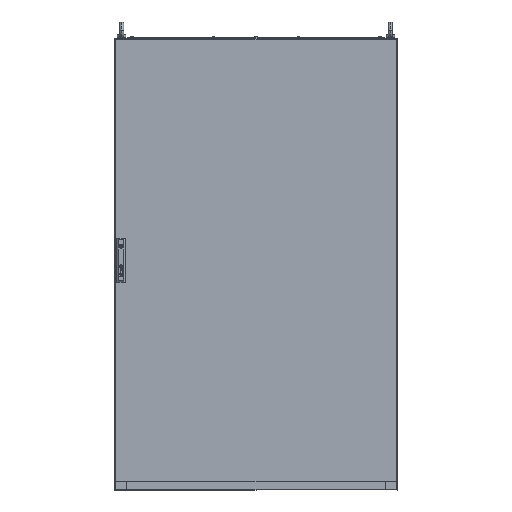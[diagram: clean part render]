
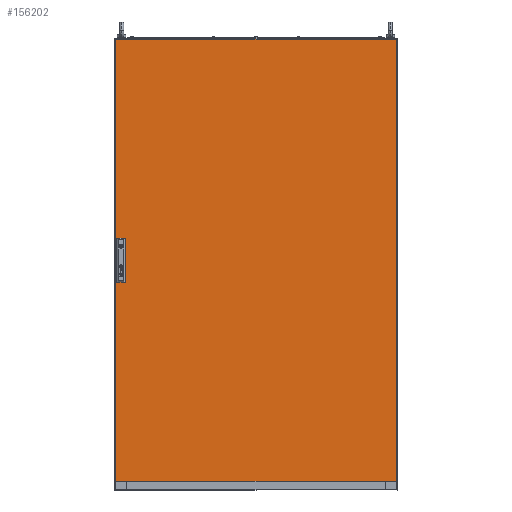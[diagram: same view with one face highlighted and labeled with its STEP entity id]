
A CAD part, top view. The second image highlights one B-rep face of the part: STEP entity #156202.
In plain terms, the highlighted planar face has unit normal (0, 0, 1).
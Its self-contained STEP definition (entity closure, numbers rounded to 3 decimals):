
#2236 = CARTESIAN_POINT ( 'NONE',  ( -497., 797., 0. ) ) ;
#4114 = VECTOR ( 'NONE', #34714, 1000. ) ;
#5773 = CARTESIAN_POINT ( 'NONE',  ( -497., -770., 0. ) ) ;
#12656 = EDGE_LOOP ( 'NONE', ( #144339, #63672, #29631, #21496 ) ) ;
#12776 = VECTOR ( 'NONE', #33542, 1000. ) ;
#13751 = VERTEX_POINT ( 'NONE', #23981 ) ;
#14645 = EDGE_CURVE ( 'NONE', #143961, #13751, #132280, .T. ) ;
#14931 = VERTEX_POINT ( 'NONE', #111770 ) ;
#16706 = CARTESIAN_POINT ( 'NONE',  ( -465.7, -61.5, 0. ) ) ;
#17263 = VECTOR ( 'NONE', #156091, 1000. ) ;
#18873 = EDGE_LOOP ( 'NONE', ( #29109, #38642, #71127, #80978 ) ) ;
#19074 = EDGE_CURVE ( 'NONE', #112409, #14931, #99617, .T. ) ;
#19719 = VERTEX_POINT ( 'NONE', #152655 ) ;
#20290 = DIRECTION ( 'NONE',  ( 0., -1., 0. ) ) ;
#21496 = ORIENTED_EDGE ( 'NONE', *, *, #45066, .F. ) ;
#23047 = PLANE ( 'NONE',  #95692 ) ;
#23773 = VECTOR ( 'NONE', #159985, 1000. ) ;
#23981 = CARTESIAN_POINT ( 'NONE',  ( -465.7, 88.5, 0. ) ) ;
#24841 = VECTOR ( 'NONE', #116789, 1000. ) ;
#27360 = CARTESIAN_POINT ( 'NONE',  ( -465.7, 38.5, 0. ) ) ;
#29109 = ORIENTED_EDGE ( 'NONE', *, *, #19074, .T. ) ;
#29631 = ORIENTED_EDGE ( 'NONE', *, *, #110859, .F. ) ;
#31009 = CARTESIAN_POINT ( 'NONE',  ( -465.7, -11.5, 0. ) ) ;
#33542 = DIRECTION ( 'NONE',  ( -1., 0., 0. ) ) ;
#34714 = DIRECTION ( 'NONE',  ( 0., -1., 0. ) ) ;
#34963 = FACE_OUTER_BOUND ( 'NONE', #18873, .T. ) ;
#38642 = ORIENTED_EDGE ( 'NONE', *, *, #156001, .T. ) ;
#40514 = ORIENTED_EDGE ( 'NONE', *, *, #139033, .F. ) ;
#41014 = EDGE_CURVE ( 'NONE', #81171, #81192, #101338, .T. ) ;
#44320 = DIRECTION ( 'NONE',  ( 0., -1., 0. ) ) ;
#44973 = DIRECTION ( 'NONE',  ( 1., 0., 0. ) ) ;
#45066 = EDGE_CURVE ( 'NONE', #81192, #19719, #81602, .T. ) ;
#45818 = EDGE_CURVE ( 'NONE', #150867, #112409, #66252, .T. ) ;
#46483 = DIRECTION ( 'NONE',  ( 0., 1., 0. ) ) ;
#47214 = CARTESIAN_POINT ( 'NONE',  ( -490.7, 38.5, 0. ) ) ;
#47287 = VERTEX_POINT ( 'NONE', #115040 ) ;
#47820 = EDGE_CURVE ( 'NONE', #78135, #81171, #83995, .T. ) ;
#49259 = VECTOR ( 'NONE', #20290, 1000. ) ;
#51033 = LINE ( 'NONE', #131238, #24841 ) ;
#55135 = DIRECTION ( 'NONE',  ( -1., 0., 0. ) ) ;
#60629 = DIRECTION ( 'NONE',  ( 0., 0., 1. ) ) ;
#63672 = ORIENTED_EDGE ( 'NONE', *, *, #47820, .F. ) ;
#66252 = LINE ( 'NONE', #2236, #123607 ) ;
#67434 = DIRECTION ( 'NONE',  ( 0., 1., 0. ) ) ;
#67568 = ORIENTED_EDGE ( 'NONE', *, *, #14645, .F. ) ;
#67632 = EDGE_CURVE ( 'NONE', #47287, #150867, #81668, .T. ) ;
#70043 = VECTOR ( 'NONE', #91938, 1000. ) ;
#71127 = ORIENTED_EDGE ( 'NONE', *, *, #67632, .T. ) ;
#73847 = LINE ( 'NONE', #151388, #117146 ) ;
#77133 = CARTESIAN_POINT ( 'NONE',  ( -465.7, -11.5, 0. ) ) ;
#78135 = VERTEX_POINT ( 'NONE', #77133 ) ;
#80978 = ORIENTED_EDGE ( 'NONE', *, *, #45818, .T. ) ;
#81171 = VERTEX_POINT ( 'NONE', #125144 ) ;
#81192 = VERTEX_POINT ( 'NONE', #159463 ) ;
#81602 = LINE ( 'NONE', #16706, #23773 ) ;
#81668 = LINE ( 'NONE', #120854, #70043 ) ;
#83995 = LINE ( 'NONE', #31009, #12776 ) ;
#85592 = ORIENTED_EDGE ( 'NONE', *, *, #143819, .F. ) ;
#88545 = CARTESIAN_POINT ( 'NONE',  ( -490.7, -61.5, 0. ) ) ;
#88886 = ORIENTED_EDGE ( 'NONE', *, *, #143998, .F. ) ;
#91938 = DIRECTION ( 'NONE',  ( 0., 1., 0. ) ) ;
#95692 = AXIS2_PLACEMENT_3D ( 'NONE', #127176, #60629, #128028 ) ;
#98954 = CARTESIAN_POINT ( 'NONE',  ( 497., 797., 0. ) ) ;
#99617 = LINE ( 'NONE', #151589, #4114 ) ;
#101338 = LINE ( 'NONE', #88545, #49259 ) ;
#103449 = VECTOR ( 'NONE', #44320, 1000. ) ;
#110074 = LINE ( 'NONE', #148396, #103449 ) ;
#110859 = EDGE_CURVE ( 'NONE', #19719, #78135, #73847, .T. ) ;
#111770 = CARTESIAN_POINT ( 'NONE',  ( -497., -770., 0. ) ) ;
#112409 = VERTEX_POINT ( 'NONE', #123936 ) ;
#115040 = CARTESIAN_POINT ( 'NONE',  ( 497., -770., 0. ) ) ;
#116789 = DIRECTION ( 'NONE',  ( 1., 0., 0. ) ) ;
#117146 = VECTOR ( 'NONE', #46483, 1000. ) ;
#117758 = LINE ( 'NONE', #156917, #17263 ) ;
#120854 = CARTESIAN_POINT ( 'NONE',  ( 497., 797., 0. ) ) ;
#122655 = LINE ( 'NONE', #5773, #161304 ) ;
#123607 = VECTOR ( 'NONE', #55135, 1000. ) ;
#123936 = CARTESIAN_POINT ( 'NONE',  ( -497., 797., 0. ) ) ;
#124552 = CARTESIAN_POINT ( 'NONE',  ( -465.7, 38.5, 0. ) ) ;
#125144 = CARTESIAN_POINT ( 'NONE',  ( -490.7, -11.5, 0. ) ) ;
#127176 = CARTESIAN_POINT ( 'NONE',  ( 0., 0., 0. ) ) ;
#128028 = DIRECTION ( 'NONE',  ( 1., 0., 0. ) ) ;
#131238 = CARTESIAN_POINT ( 'NONE',  ( -465.7, 38.5, 0. ) ) ;
#132280 = LINE ( 'NONE', #27360, #168465 ) ;
#139033 = EDGE_CURVE ( 'NONE', #13751, #150600, #117758, .T. ) ;
#139075 = FACE_BOUND ( 'NONE', #12656, .T. ) ;
#139901 = FACE_BOUND ( 'NONE', #164944, .T. ) ;
#142571 = CARTESIAN_POINT ( 'NONE',  ( -490.7, 88.5, 0. ) ) ;
#143819 = EDGE_CURVE ( 'NONE', #150600, #157839, #110074, .T. ) ;
#143961 = VERTEX_POINT ( 'NONE', #124552 ) ;
#143998 = EDGE_CURVE ( 'NONE', #157839, #143961, #51033, .T. ) ;
#144339 = ORIENTED_EDGE ( 'NONE', *, *, #41014, .F. ) ;
#148396 = CARTESIAN_POINT ( 'NONE',  ( -490.7, 38.5, 0. ) ) ;
#150600 = VERTEX_POINT ( 'NONE', #142571 ) ;
#150867 = VERTEX_POINT ( 'NONE', #98954 ) ;
#151388 = CARTESIAN_POINT ( 'NONE',  ( -465.7, -61.5, 0. ) ) ;
#151589 = CARTESIAN_POINT ( 'NONE',  ( -497., 797., 0. ) ) ;
#152655 = CARTESIAN_POINT ( 'NONE',  ( -465.7, -61.5, 0. ) ) ;
#156001 = EDGE_CURVE ( 'NONE', #14931, #47287, #122655, .T. ) ;
#156091 = DIRECTION ( 'NONE',  ( -1., 0., 0. ) ) ;
#156202 = ADVANCED_FACE ( 'NONE', ( #139901, #139075, #34963 ), #23047, .T. ) ;
#156917 = CARTESIAN_POINT ( 'NONE',  ( -465.7, 88.5, 0. ) ) ;
#157839 = VERTEX_POINT ( 'NONE', #47214 ) ;
#159463 = CARTESIAN_POINT ( 'NONE',  ( -490.7, -61.5, 0. ) ) ;
#159985 = DIRECTION ( 'NONE',  ( 1., 0., 0. ) ) ;
#161304 = VECTOR ( 'NONE', #44973, 1000. ) ;
#164944 = EDGE_LOOP ( 'NONE', ( #85592, #40514, #67568, #88886 ) ) ;
#168465 = VECTOR ( 'NONE', #67434, 1000. ) ;
